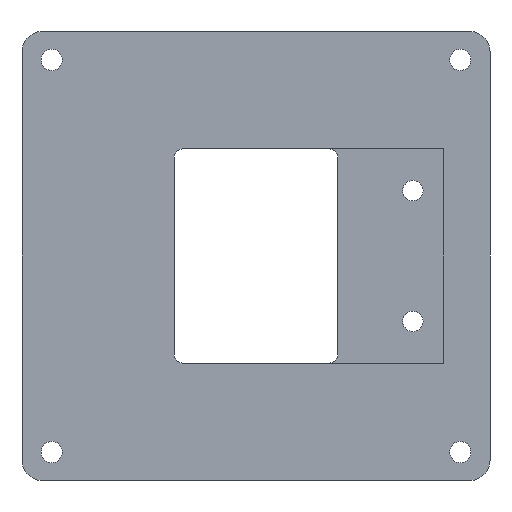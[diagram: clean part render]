
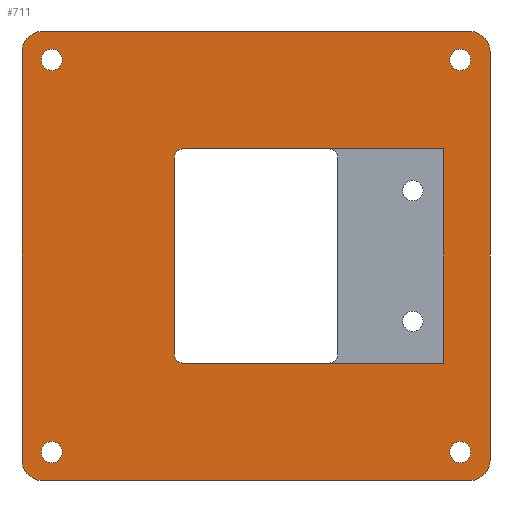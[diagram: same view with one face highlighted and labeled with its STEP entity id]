
A CAD part, front view. The second image highlights one B-rep face of the part: STEP entity #711.
In plain terms, the highlighted planar face has unit normal (0, -1, 0).
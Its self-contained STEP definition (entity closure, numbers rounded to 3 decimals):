
#62=FACE_BOUND('',#165,.T.);
#63=FACE_BOUND('',#166,.T.);
#64=FACE_BOUND('',#167,.T.);
#65=FACE_BOUND('',#168,.T.);
#66=FACE_BOUND('',#169,.T.);
#80=CIRCLE('',#777,2.5);
#81=CIRCLE('',#778,2.5);
#82=CIRCLE('',#779,2.5);
#83=CIRCLE('',#780,2.5);
#84=CIRCLE('',#781,1.3);
#85=CIRCLE('',#782,1.3);
#86=CIRCLE('',#783,1.3);
#87=CIRCLE('',#784,1.3);
#88=CIRCLE('',#785,1.);
#89=CIRCLE('',#786,1.);
#124=FACE_OUTER_BOUND('',#164,.T.);
#164=EDGE_LOOP('',(#510,#511,#512,#513,#514,#515,#516,#517));
#165=EDGE_LOOP('',(#518));
#166=EDGE_LOOP('',(#519));
#167=EDGE_LOOP('',(#520));
#168=EDGE_LOOP('',(#521));
#169=EDGE_LOOP('',(#522,#523,#524,#525,#526,#527,#528,#529));
#212=LINE('',#1076,#268);
#216=LINE('',#1084,#272);
#219=LINE('',#1090,#275);
#223=LINE('',#1107,#279);
#224=LINE('',#1111,#280);
#225=LINE('',#1115,#281);
#226=LINE('',#1119,#282);
#227=LINE('',#1130,#283);
#228=LINE('',#1134,#284);
#229=LINE('',#1137,#285);
#268=VECTOR('',#854,10.);
#272=VECTOR('',#860,10.);
#275=VECTOR('',#865,10.);
#279=VECTOR('',#881,10.);
#280=VECTOR('',#884,10.);
#281=VECTOR('',#887,10.);
#282=VECTOR('',#890,10.);
#283=VECTOR('',#901,10.);
#284=VECTOR('',#904,10.);
#285=VECTOR('',#907,10.);
#324=VERTEX_POINT('',#1074);
#325=VERTEX_POINT('',#1075);
#328=VERTEX_POINT('',#1083);
#330=VERTEX_POINT('',#1089);
#336=VERTEX_POINT('',#1105);
#337=VERTEX_POINT('',#1106);
#338=VERTEX_POINT('',#1108);
#339=VERTEX_POINT('',#1110);
#340=VERTEX_POINT('',#1112);
#341=VERTEX_POINT('',#1114);
#342=VERTEX_POINT('',#1116);
#343=VERTEX_POINT('',#1118);
#344=VERTEX_POINT('',#1121);
#345=VERTEX_POINT('',#1123);
#346=VERTEX_POINT('',#1125);
#347=VERTEX_POINT('',#1127);
#348=VERTEX_POINT('',#1129);
#349=VERTEX_POINT('',#1131);
#350=VERTEX_POINT('',#1133);
#351=VERTEX_POINT('',#1135);
#390=EDGE_CURVE('',#324,#325,#212,.T.);
#394=EDGE_CURVE('',#325,#328,#216,.T.);
#397=EDGE_CURVE('',#328,#330,#219,.T.);
#405=EDGE_CURVE('',#336,#337,#223,.T.);
#406=EDGE_CURVE('',#338,#336,#80,.T.);
#407=EDGE_CURVE('',#339,#338,#224,.T.);
#408=EDGE_CURVE('',#340,#339,#81,.T.);
#409=EDGE_CURVE('',#341,#340,#225,.T.);
#410=EDGE_CURVE('',#342,#341,#82,.T.);
#411=EDGE_CURVE('',#343,#342,#226,.T.);
#412=EDGE_CURVE('',#337,#343,#83,.T.);
#413=EDGE_CURVE('',#344,#344,#84,.T.);
#414=EDGE_CURVE('',#345,#345,#85,.T.);
#415=EDGE_CURVE('',#346,#346,#86,.T.);
#416=EDGE_CURVE('',#347,#347,#87,.T.);
#417=EDGE_CURVE('',#330,#348,#227,.T.);
#418=EDGE_CURVE('',#349,#348,#88,.T.);
#419=EDGE_CURVE('',#349,#350,#228,.T.);
#420=EDGE_CURVE('',#351,#350,#89,.T.);
#421=EDGE_CURVE('',#351,#324,#229,.T.);
#510=ORIENTED_EDGE('',*,*,#405,.F.);
#511=ORIENTED_EDGE('',*,*,#406,.F.);
#512=ORIENTED_EDGE('',*,*,#407,.F.);
#513=ORIENTED_EDGE('',*,*,#408,.F.);
#514=ORIENTED_EDGE('',*,*,#409,.F.);
#515=ORIENTED_EDGE('',*,*,#410,.F.);
#516=ORIENTED_EDGE('',*,*,#411,.F.);
#517=ORIENTED_EDGE('',*,*,#412,.F.);
#518=ORIENTED_EDGE('',*,*,#413,.F.);
#519=ORIENTED_EDGE('',*,*,#414,.F.);
#520=ORIENTED_EDGE('',*,*,#415,.F.);
#521=ORIENTED_EDGE('',*,*,#416,.F.);
#522=ORIENTED_EDGE('',*,*,#390,.T.);
#523=ORIENTED_EDGE('',*,*,#394,.T.);
#524=ORIENTED_EDGE('',*,*,#397,.T.);
#525=ORIENTED_EDGE('',*,*,#417,.T.);
#526=ORIENTED_EDGE('',*,*,#418,.F.);
#527=ORIENTED_EDGE('',*,*,#419,.T.);
#528=ORIENTED_EDGE('',*,*,#420,.F.);
#529=ORIENTED_EDGE('',*,*,#421,.T.);
#694=PLANE('',#776);
#711=ADVANCED_FACE('',(#124,#62,#63,#64,#65,#66),#694,.F.);
#776=AXIS2_PLACEMENT_3D('',#1104,#879,#880);
#777=AXIS2_PLACEMENT_3D('',#1109,#882,#883);
#778=AXIS2_PLACEMENT_3D('',#1113,#885,#886);
#779=AXIS2_PLACEMENT_3D('',#1117,#888,#889);
#780=AXIS2_PLACEMENT_3D('',#1120,#891,#892);
#781=AXIS2_PLACEMENT_3D('',#1122,#893,#894);
#782=AXIS2_PLACEMENT_3D('',#1124,#895,#896);
#783=AXIS2_PLACEMENT_3D('',#1126,#897,#898);
#784=AXIS2_PLACEMENT_3D('',#1128,#899,#900);
#785=AXIS2_PLACEMENT_3D('',#1132,#902,#903);
#786=AXIS2_PLACEMENT_3D('',#1136,#905,#906);
#854=DIRECTION('',(1.,0.,0.));
#860=DIRECTION('',(0.,0.,-1.));
#865=DIRECTION('',(-1.,0.,0.));
#879=DIRECTION('center_axis',(0.,1.,0.));
#880=DIRECTION('ref_axis',(0.,0.,1.));
#881=DIRECTION('',(-1.,0.,0.));
#882=DIRECTION('center_axis',(0.,1.,0.));
#883=DIRECTION('ref_axis',(1.,0.,0.));
#884=DIRECTION('',(0.,0.,-1.));
#885=DIRECTION('center_axis',(0.,1.,0.));
#886=DIRECTION('ref_axis',(0.,0.,1.));
#887=DIRECTION('',(1.,0.,0.));
#888=DIRECTION('center_axis',(0.,1.,0.));
#889=DIRECTION('ref_axis',(-1.,0.,0.));
#890=DIRECTION('',(0.,0.,1.));
#891=DIRECTION('center_axis',(0.,1.,0.));
#892=DIRECTION('ref_axis',(0.,0.,-1.));
#893=DIRECTION('center_axis',(0.,-1.,0.));
#894=DIRECTION('ref_axis',(1.,0.,0.));
#895=DIRECTION('center_axis',(0.,-1.,0.));
#896=DIRECTION('ref_axis',(1.,0.,0.));
#897=DIRECTION('center_axis',(0.,-1.,0.));
#898=DIRECTION('ref_axis',(1.,0.,0.));
#899=DIRECTION('center_axis',(0.,-1.,0.));
#900=DIRECTION('ref_axis',(1.,0.,0.));
#901=DIRECTION('',(-1.,0.,0.));
#902=DIRECTION('center_axis',(0.,-1.,0.));
#903=DIRECTION('ref_axis',(-0.707,0.,-0.707));
#904=DIRECTION('',(0.,0.,1.));
#905=DIRECTION('center_axis',(0.,-1.,0.));
#906=DIRECTION('ref_axis',(-0.707,0.,0.707));
#907=DIRECTION('',(1.,0.,0.));
#1074=CARTESIAN_POINT('',(9.,0.,13.1));
#1075=CARTESIAN_POINT('',(23.,0.,13.1));
#1076=CARTESIAN_POINT('',(11.5,0.,13.1));
#1083=CARTESIAN_POINT('',(23.,0.,-13.1));
#1084=CARTESIAN_POINT('',(23.,0.,-6.55));
#1089=CARTESIAN_POINT('',(9.,0.,-13.1));
#1090=CARTESIAN_POINT('',(4.5,0.,-13.1));
#1104=CARTESIAN_POINT('Origin',(0.,0.,0.));
#1105=CARTESIAN_POINT('',(26.146,0.,-27.5));
#1106=CARTESIAN_POINT('',(-26.146,0.,-27.5));
#1107=CARTESIAN_POINT('',(26.146,0.,-27.5));
#1108=CARTESIAN_POINT('',(28.646,0.,-25.));
#1109=CARTESIAN_POINT('Origin',(26.146,0.,-25.));
#1110=CARTESIAN_POINT('',(28.646,0.,25.));
#1111=CARTESIAN_POINT('',(28.646,0.,25.));
#1112=CARTESIAN_POINT('',(26.146,0.,27.5));
#1113=CARTESIAN_POINT('Origin',(26.146,0.,25.));
#1114=CARTESIAN_POINT('',(-26.146,0.,27.5));
#1115=CARTESIAN_POINT('',(-26.146,0.,27.5));
#1116=CARTESIAN_POINT('',(-28.646,0.,25.));
#1117=CARTESIAN_POINT('Origin',(-26.146,0.,25.));
#1118=CARTESIAN_POINT('',(-28.646,0.,-25.));
#1119=CARTESIAN_POINT('',(-28.646,0.,-25.));
#1120=CARTESIAN_POINT('Origin',(-26.146,0.,-25.));
#1121=CARTESIAN_POINT('',(-26.3,0.,24.));
#1122=CARTESIAN_POINT('Origin',(-25.,0.,24.));
#1123=CARTESIAN_POINT('',(-26.3,0.,-24.));
#1124=CARTESIAN_POINT('Origin',(-25.,0.,-24.));
#1125=CARTESIAN_POINT('',(23.7,0.,24.));
#1126=CARTESIAN_POINT('Origin',(25.,0.,24.));
#1127=CARTESIAN_POINT('',(23.7,0.,-24.));
#1128=CARTESIAN_POINT('Origin',(25.,0.,-24.));
#1129=CARTESIAN_POINT('',(-9.,0.,-13.1));
#1130=CARTESIAN_POINT('',(-5.,0.,-13.1));
#1131=CARTESIAN_POINT('',(-10.,0.,-12.1));
#1132=CARTESIAN_POINT('Origin',(-9.,0.,-12.1));
#1133=CARTESIAN_POINT('',(-10.,0.,12.1));
#1134=CARTESIAN_POINT('',(-10.,0.,6.55));
#1135=CARTESIAN_POINT('',(-9.,0.,13.1));
#1136=CARTESIAN_POINT('Origin',(-9.,0.,12.1));
#1137=CARTESIAN_POINT('',(5.,0.,13.1));
